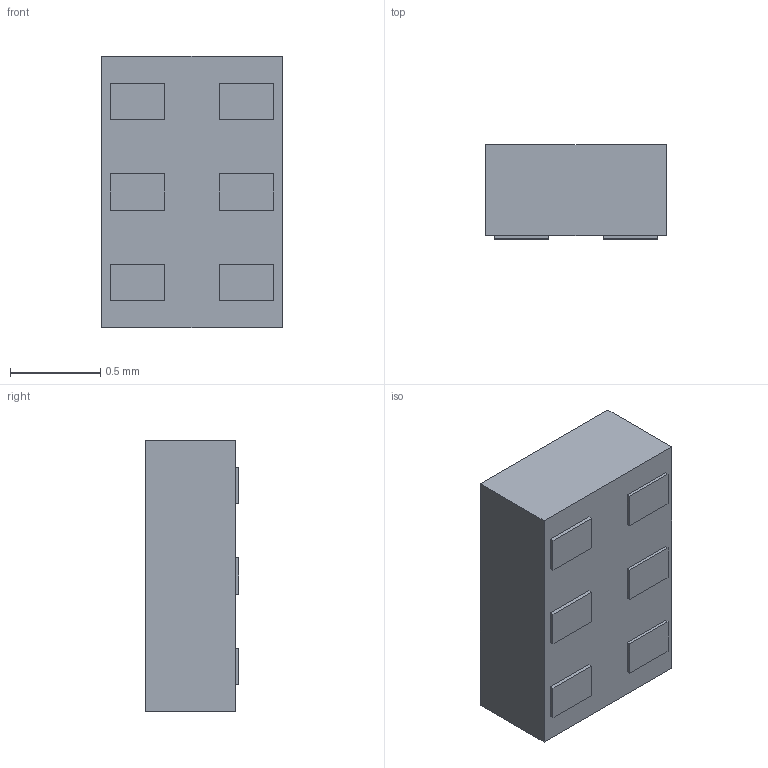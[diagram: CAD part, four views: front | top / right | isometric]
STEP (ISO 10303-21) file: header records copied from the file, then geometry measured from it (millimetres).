
FILE_DESCRIPTION (( 'STEP AP214' ), '1' );
FILE_NAME ('User Library-MO-252D.STEP', '2017-03-02T16:01:55', ( 'Windows User' ), ( '' ), 'SwSTEP 2.0', 'SolidWorks 2017', '' );
FILE_SCHEMA (( 'AUTOMOTIVE_DESIGN' ));
Length unit declared in the file: millimetre
Products named in the file (1): User Library-MO-252D
Bounding box: 1 x 0.52 x 1.5 mm (x, y, z)
Volume: 0.8 mm3; surface area: 5.6 mm2
Topology: 1 solids, 1 shells, 39 faces, 90 edges, 60 vertices
Faces by surface type: plane 37, cylinder 2
Entity records: 1551 total; most frequent: CARTESIAN_POINT 190, ORIENTED_EDGE 180, DIRECTION 174, EDGE_CURVE 90, VECTOR 86, LINE 86, VERTEX_POINT 60, EDGE_LOOP 46
